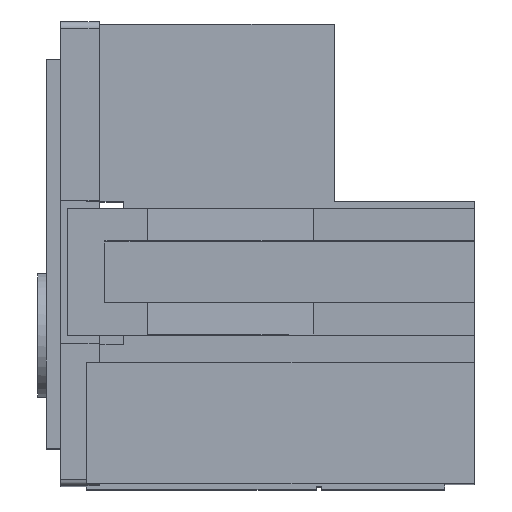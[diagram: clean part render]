
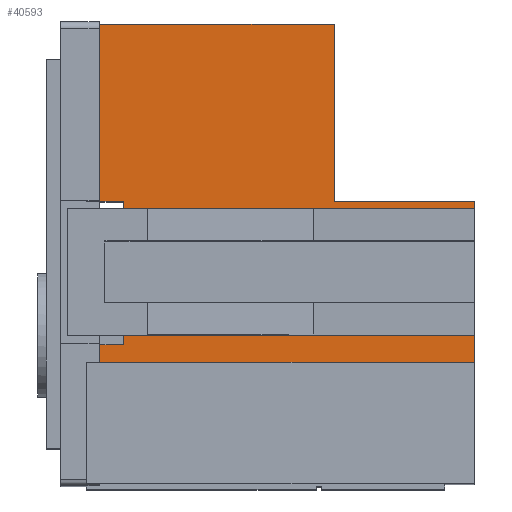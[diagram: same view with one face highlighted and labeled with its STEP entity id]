
A CAD part, top view. The second image highlights one B-rep face of the part: STEP entity #40593.
In plain terms, the highlighted planar face has unit normal (0, 0, 1).
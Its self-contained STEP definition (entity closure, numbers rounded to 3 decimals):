
#324 = DIRECTION ( 'NONE',  ( 1., 0., 0. ) ) ;
#2574 = VERTEX_POINT ( 'NONE', #49105 ) ;
#4046 = DIRECTION ( 'NONE',  ( -1., 0., 0. ) ) ;
#4355 = VECTOR ( 'NONE', #56963, 1000. ) ;
#4451 = LINE ( 'NONE', #36027, #7883 ) ;
#5555 = VERTEX_POINT ( 'NONE', #45553 ) ;
#6107 = DIRECTION ( 'NONE',  ( 0., 1., 0. ) ) ;
#6223 = LINE ( 'NONE', #31234, #79990 ) ;
#6334 = CARTESIAN_POINT ( 'NONE',  ( 18.4, 13.05, 31.325 ) ) ;
#6479 = CARTESIAN_POINT ( 'NONE',  ( 1.75, 6.6, 31.325 ) ) ;
#7413 = DIRECTION ( 'NONE',  ( 1., 0., 0. ) ) ;
#7883 = VECTOR ( 'NONE', #4046, 1000. ) ;
#8873 = CARTESIAN_POINT ( 'NONE',  ( 0., 13.4, 31.325 ) ) ;
#9567 = EDGE_CURVE ( 'NONE', #41017, #29184, #36549, .T. ) ;
#10063 = LINE ( 'NONE', #78183, #32235 ) ;
#10487 = DIRECTION ( 'NONE',  ( 0., 1., 0. ) ) ;
#10654 = VERTEX_POINT ( 'NONE', #68676 ) ;
#10888 = LINE ( 'NONE', #6334, #37941 ) ;
#11192 = DIRECTION ( 'NONE',  ( -1., 0., 0. ) ) ;
#11875 = LINE ( 'NONE', #24560, #4355 ) ;
#12095 = EDGE_CURVE ( 'NONE', #10654, #2574, #24185, .T. ) ;
#12521 = EDGE_CURVE ( 'NONE', #57778, #5555, #6223, .T. ) ;
#12898 = DIRECTION ( 'NONE',  ( 0., 1., 0. ) ) ;
#13072 = VECTOR ( 'NONE', #6107, 1000. ) ;
#13452 = LINE ( 'NONE', #6479, #56037 ) ;
#14026 = DIRECTION ( 'NONE',  ( 1., 0., 0. ) ) ;
#14224 = DIRECTION ( 'NONE',  ( -1., 0., 0. ) ) ;
#15093 = ORIENTED_EDGE ( 'NONE', *, *, #56412, .T. ) ;
#15433 = LINE ( 'NONE', #42131, #74860 ) ;
#15482 = ORIENTED_EDGE ( 'NONE', *, *, #77111, .T. ) ;
#16658 = DIRECTION ( 'NONE',  ( 0., 1., 0. ) ) ;
#16948 = DIRECTION ( 'NONE',  ( 0., 0., -1. ) ) ;
#17960 = VERTEX_POINT ( 'NONE', #21293 ) ;
#18263 = LINE ( 'NONE', #81028, #53227 ) ;
#18489 = LINE ( 'NONE', #80060, #65512 ) ;
#19102 = VERTEX_POINT ( 'NONE', #73413 ) ;
#19113 = ORIENTED_EDGE ( 'NONE', *, *, #19240, .F. ) ;
#19240 = EDGE_CURVE ( 'NONE', #27777, #42322, #49172, .T. ) ;
#19385 = CARTESIAN_POINT ( 'NONE',  ( 18.4, 13.4, 31.325 ) ) ;
#19603 = AXIS2_PLACEMENT_3D ( 'NONE', #74806, #16948, #11192 ) ;
#20243 = VERTEX_POINT ( 'NONE', #8873 ) ;
#20584 = LINE ( 'NONE', #65293, #72970 ) ;
#21293 = CARTESIAN_POINT ( 'NONE',  ( 15.07, 13.05, 31.325 ) ) ;
#22211 = VECTOR ( 'NONE', #324, 1000. ) ;
#24185 = LINE ( 'NONE', #24988, #13072 ) ;
#24363 = ORIENTED_EDGE ( 'NONE', *, *, #9567, .F. ) ;
#24560 = CARTESIAN_POINT ( 'NONE',  ( 0., 21.8, 31.325 ) ) ;
#24988 = CARTESIAN_POINT ( 'NONE',  ( 1.75, 13.4, 31.325 ) ) ;
#25677 = ORIENTED_EDGE ( 'NONE', *, *, #60222, .T. ) ;
#26777 = CARTESIAN_POINT ( 'NONE',  ( 18.4, 13.05, 31.325 ) ) ;
#27381 = ORIENTED_EDGE ( 'NONE', *, *, #55002, .T. ) ;
#27777 = VERTEX_POINT ( 'NONE', #34166 ) ;
#28080 = VERTEX_POINT ( 'NONE', #75174 ) ;
#29184 = VERTEX_POINT ( 'NONE', #78728 ) ;
#30158 = ORIENTED_EDGE ( 'NONE', *, *, #12095, .F. ) ;
#30718 = LINE ( 'NONE', #36449, #78287 ) ;
#31234 = CARTESIAN_POINT ( 'NONE',  ( 0., 5.75, 31.325 ) ) ;
#32235 = VECTOR ( 'NONE', #10487, 1000. ) ;
#34166 = CARTESIAN_POINT ( 'NONE',  ( 11.75, 13.4, 31.325 ) ) ;
#36027 = CARTESIAN_POINT ( 'NONE',  ( 1.75, 13.4, 31.325 ) ) ;
#36449 = CARTESIAN_POINT ( 'NONE',  ( 18.4, 13.05, 31.325 ) ) ;
#36549 = LINE ( 'NONE', #44336, #55254 ) ;
#37941 = VECTOR ( 'NONE', #49847, 1000. ) ;
#39672 = ORIENTED_EDGE ( 'NONE', *, *, #41553, .F. ) ;
#40223 = EDGE_LOOP ( 'NONE', ( #56262, #39672, #30158, #15482, #73339, #51918, #67210, #46253, #27381, #25677, #15093, #19113, #71379, #24363 ) ) ;
#40593 = ADVANCED_FACE ( 'NONE', ( #80155 ), #73597, .F. ) ;
#41017 = VERTEX_POINT ( 'NONE', #60574 ) ;
#41298 = EDGE_CURVE ( 'NONE', #29184, #27777, #18489, .T. ) ;
#41553 = EDGE_CURVE ( 'NONE', #2574, #20243, #4451, .T. ) ;
#42131 = CARTESIAN_POINT ( 'NONE',  ( 18.4, 21.8, 31.325 ) ) ;
#42322 = VERTEX_POINT ( 'NONE', #19385 ) ;
#44336 = CARTESIAN_POINT ( 'NONE',  ( 0., 21.8, 31.325 ) ) ;
#45057 = EDGE_CURVE ( 'NONE', #19102, #74845, #20584, .T. ) ;
#45553 = CARTESIAN_POINT ( 'NONE',  ( 18.4, 5.75, 31.325 ) ) ;
#46253 = ORIENTED_EDGE ( 'NONE', *, *, #45057, .F. ) ;
#47011 = EDGE_CURVE ( 'NONE', #57778, #28080, #10063, .T. ) ;
#49105 = CARTESIAN_POINT ( 'NONE',  ( 1.75, 13.4, 31.325 ) ) ;
#49172 = LINE ( 'NONE', #67249, #22211 ) ;
#49847 = DIRECTION ( 'NONE',  ( 1., 0., 0. ) ) ;
#51918 = ORIENTED_EDGE ( 'NONE', *, *, #12521, .T. ) ;
#53227 = VECTOR ( 'NONE', #12898, 1000. ) ;
#55002 = EDGE_CURVE ( 'NONE', #19102, #17960, #18263, .T. ) ;
#55254 = VECTOR ( 'NONE', #69365, 1000. ) ;
#55394 = CARTESIAN_POINT ( 'NONE',  ( 0., 5.75, 31.325 ) ) ;
#56037 = VECTOR ( 'NONE', #14224, 1000. ) ;
#56262 = ORIENTED_EDGE ( 'NONE', *, *, #79624, .F. ) ;
#56412 = EDGE_CURVE ( 'NONE', #79193, #42322, #30718, .T. ) ;
#56963 = DIRECTION ( 'NONE',  ( 0., 1., 0. ) ) ;
#57778 = VERTEX_POINT ( 'NONE', #55394 ) ;
#60222 = EDGE_CURVE ( 'NONE', #17960, #79193, #10888, .T. ) ;
#60574 = CARTESIAN_POINT ( 'NONE',  ( 0., 21.8, 31.325 ) ) ;
#61508 = DIRECTION ( 'NONE',  ( 0., 1., 0. ) ) ;
#64931 = CARTESIAN_POINT ( 'NONE',  ( 18.4, 7.05, 31.325 ) ) ;
#65293 = CARTESIAN_POINT ( 'NONE',  ( 15.07, 7.05, 31.325 ) ) ;
#65512 = VECTOR ( 'NONE', #74287, 1000. ) ;
#67210 = ORIENTED_EDGE ( 'NONE', *, *, #75385, .T. ) ;
#67249 = CARTESIAN_POINT ( 'NONE',  ( 18.4, 13.4, 31.325 ) ) ;
#68676 = CARTESIAN_POINT ( 'NONE',  ( 1.75, 6.6, 31.325 ) ) ;
#69365 = DIRECTION ( 'NONE',  ( 1., 0., 0. ) ) ;
#71379 = ORIENTED_EDGE ( 'NONE', *, *, #41298, .F. ) ;
#72970 = VECTOR ( 'NONE', #14026, 1000. ) ;
#73339 = ORIENTED_EDGE ( 'NONE', *, *, #47011, .F. ) ;
#73413 = CARTESIAN_POINT ( 'NONE',  ( 15.07, 7.05, 31.325 ) ) ;
#73597 = PLANE ( 'NONE',  #19603 ) ;
#74287 = DIRECTION ( 'NONE',  ( 0., -1., 0. ) ) ;
#74806 = CARTESIAN_POINT ( 'NONE',  ( 0., 21.8, 31.325 ) ) ;
#74845 = VERTEX_POINT ( 'NONE', #64931 ) ;
#74860 = VECTOR ( 'NONE', #16658, 1000. ) ;
#75174 = CARTESIAN_POINT ( 'NONE',  ( 0., 6.6, 31.325 ) ) ;
#75385 = EDGE_CURVE ( 'NONE', #5555, #74845, #15433, .T. ) ;
#77111 = EDGE_CURVE ( 'NONE', #10654, #28080, #13452, .T. ) ;
#78183 = CARTESIAN_POINT ( 'NONE',  ( 0., 21.8, 31.325 ) ) ;
#78287 = VECTOR ( 'NONE', #61508, 1000. ) ;
#78728 = CARTESIAN_POINT ( 'NONE',  ( 11.75, 21.8, 31.325 ) ) ;
#79193 = VERTEX_POINT ( 'NONE', #26777 ) ;
#79624 = EDGE_CURVE ( 'NONE', #20243, #41017, #11875, .T. ) ;
#79990 = VECTOR ( 'NONE', #7413, 1000. ) ;
#80060 = CARTESIAN_POINT ( 'NONE',  ( 11.75, 13.4, 31.325 ) ) ;
#80155 = FACE_OUTER_BOUND ( 'NONE', #40223, .T. ) ;
#81028 = CARTESIAN_POINT ( 'NONE',  ( 15.07, 7.05, 31.325 ) ) ;
